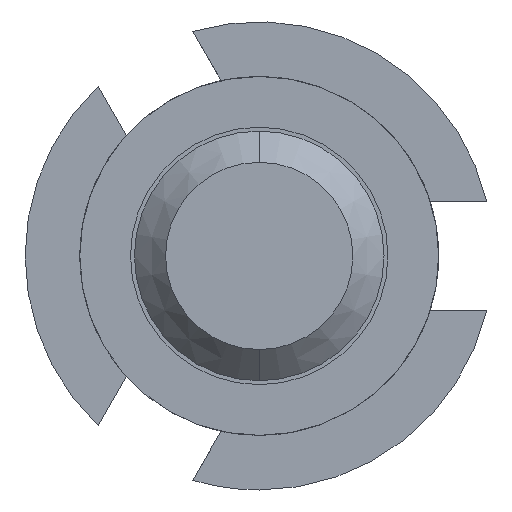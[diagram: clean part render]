
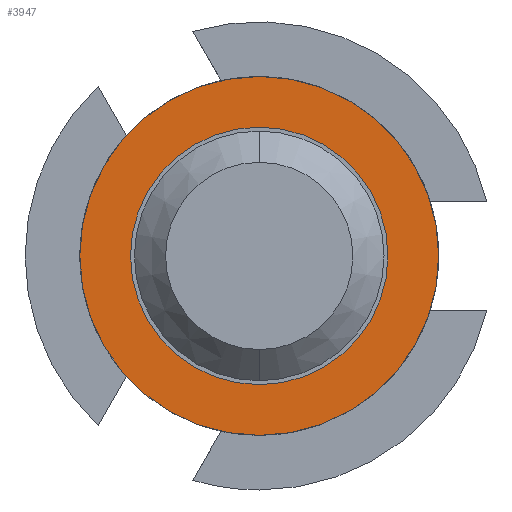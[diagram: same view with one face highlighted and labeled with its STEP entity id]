
A CAD part, front view. The second image highlights one B-rep face of the part: STEP entity #3947.
In plain terms, the highlighted planar face has unit normal (0, -1, 0).
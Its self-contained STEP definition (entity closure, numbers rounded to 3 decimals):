
#8 = CARTESIAN_POINT ( 'NONE',  ( 0., -1.5, 0.825 ) ) ;
#64 = AXIS2_PLACEMENT_3D ( 'NONE', #3004, #579, #258 ) ;
#69 = CARTESIAN_POINT ( 'NONE',  ( 0., -1.5, -1.15 ) ) ;
#142 = CARTESIAN_POINT ( 'NONE',  ( 0., -1.5, -0.825 ) ) ;
#258 = DIRECTION ( 'NONE',  ( 0., 0., 1. ) ) ;
#579 = DIRECTION ( 'NONE',  ( 0., 1., 0. ) ) ;
#636 = CARTESIAN_POINT ( 'NONE',  ( 0.825, -1.5, 0. ) ) ;
#815 = EDGE_LOOP ( 'NONE', ( #4531, #4227 ) ) ;
#976 = ORIENTED_EDGE ( 'NONE', *, *, #1025, .T. ) ;
#980 = DIRECTION ( 'NONE',  ( 0., 1., 0. ) ) ;
#1025 = EDGE_CURVE ( 'Defeature ausgef�hrt1_14+Defeature ausgef�hrt1_13+Defeature ausgef�hrt1_13+Defeature ausgef�hrt1_13', #4096, #1542, #1369, .T. ) ;
#1146 = CARTESIAN_POINT ( 'NONE',  ( 0., -1.5, 0. ) ) ;
#1288 = CIRCLE ( 'NONE', #1879, 0.825 ) ;
#1369 = CIRCLE ( 'NONE', #2914, 0.825 ) ;
#1526 = AXIS2_PLACEMENT_3D ( 'NONE', #1146, #3902, #3948 ) ;
#1542 = VERTEX_POINT ( 'NONE', #142 ) ;
#1665 = DIRECTION ( 'NONE',  ( 0., 0., 1. ) ) ;
#1678 = DIRECTION ( 'NONE',  ( 0., 1., 0. ) ) ;
#1711 = CARTESIAN_POINT ( 'NONE',  ( 0., -1.5, 0. ) ) ;
#1879 = AXIS2_PLACEMENT_3D ( 'NONE', #1711, #4505, #2724 ) ;
#1941 = VERTEX_POINT ( 'NONE', #69 ) ;
#2001 = DIRECTION ( 'NONE',  ( 0., 0., 1. ) ) ;
#2356 = EDGE_CURVE ( 'Defeature ausgef�hrt1_14+Defeature ausgef�hrt1_13+Defeature ausgef�hrt1_13+Defeature ausgef�hrt1_13', #1542, #4096, #1288, .T. ) ;
#2457 = CARTESIAN_POINT ( 'NONE',  ( 0., -1.5, 0. ) ) ;
#2724 = DIRECTION ( 'NONE',  ( 0., 0., 1. ) ) ;
#2726 = FACE_BOUND ( 'NONE', #3110, .T. ) ;
#2767 = CIRCLE ( 'NONE', #1526, 1.15 ) ;
#2914 = AXIS2_PLACEMENT_3D ( 'NONE', #2457, #1678, #2001 ) ;
#3004 = CARTESIAN_POINT ( 'NONE',  ( 0., -1.5, 0. ) ) ;
#3110 = EDGE_LOOP ( 'NONE', ( #976, #3739 ) ) ;
#3719 = CARTESIAN_POINT ( 'NONE',  ( 0., -1.5, 1.15 ) ) ;
#3739 = ORIENTED_EDGE ( 'NONE', *, *, #2356, .T. ) ;
#3784 = FACE_OUTER_BOUND ( 'NONE', #815, .T. ) ;
#3902 = DIRECTION ( 'NONE',  ( 0., 1., 0. ) ) ;
#3947 = ADVANCED_FACE ( 'Defeature ausgef�hrt1_14', ( #3784, #2726 ), #4124, .F. ) ;
#3948 = DIRECTION ( 'NONE',  ( 0., 0., 1. ) ) ;
#4026 = VERTEX_POINT ( 'NONE', #3719 ) ;
#4074 = EDGE_CURVE ( 'Defeature ausgef�hrt1_8+Defeature ausgef�hrt1_14+Defeature ausgef�hrt1_14+Defeature ausgef�hrt1_14', #1941, #4026, #4081, .T. ) ;
#4081 = CIRCLE ( 'NONE', #64, 1.15 ) ;
#4096 = VERTEX_POINT ( 'NONE', #8 ) ;
#4124 = PLANE ( 'NONE',  #4451 ) ;
#4227 = ORIENTED_EDGE ( 'NONE', *, *, #4074, .F. ) ;
#4359 = EDGE_CURVE ( 'Defeature ausgef�hrt1_8+Defeature ausgef�hrt1_14+Defeature ausgef�hrt1_14+Defeature ausgef�hrt1_14', #4026, #1941, #2767, .T. ) ;
#4451 = AXIS2_PLACEMENT_3D ( 'NONE', #636, #980, #1665 ) ;
#4505 = DIRECTION ( 'NONE',  ( 0., 1., 0. ) ) ;
#4531 = ORIENTED_EDGE ( 'NONE', *, *, #4359, .F. ) ;
